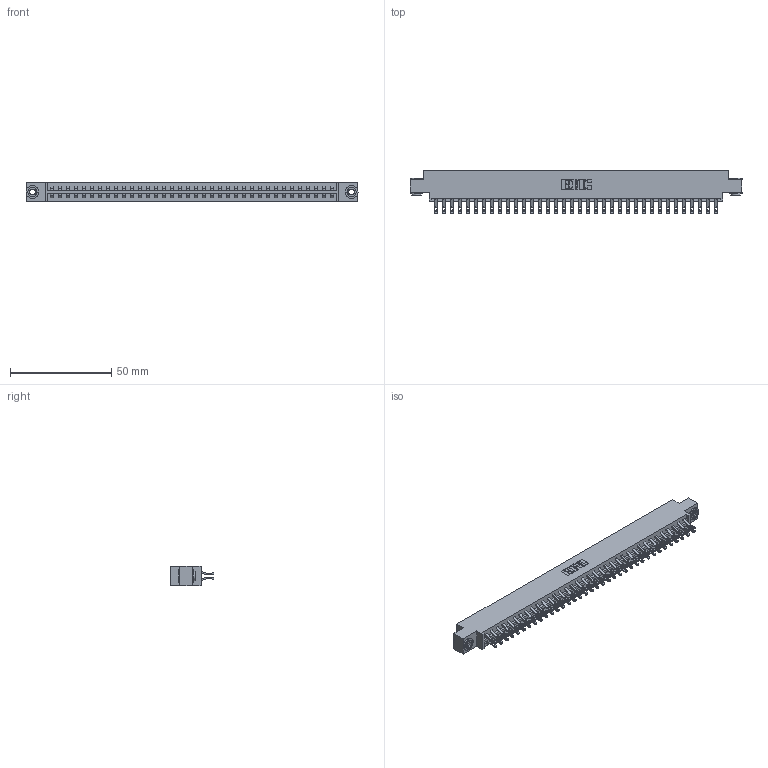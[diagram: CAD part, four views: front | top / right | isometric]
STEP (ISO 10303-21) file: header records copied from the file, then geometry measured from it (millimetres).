
FILE_DESCRIPTION (( 'STEP AP203' ), '1' );
FILE_NAME ('833-072-555-803.STEP', '2020-06-05T14:46:08', ( '' ), ( '' ), 'SwSTEP 2.0', 'SolidWorks 2020', '' );
FILE_SCHEMA (( 'CONFIG_CONTROL_DESIGN' ));
Length unit declared in the file: inch
Products named in the file (4): 833 Part_Offset - .156 Dia - TH; 345-250-002_345-250-002-102; 833-072-555-803; 345-292-001_555 Tail
Assembly tree (75 placements, depth 2):
  833-072-555-803
    833 Part_Offset - .156 Dia - TH
    345-292-001_555 Tail  x72
    345-250-002_345-250-002-102  x2
Bounding box: 164.19 x 21.47 x 9.4 mm (x, y, z)
Volume: 16706.7 mm3; surface area: 20909.8 mm2
Topology: 75 solids, 75 shells, 4332 faces, 13575 edges, 9046 vertices
Faces by surface type: plane 2532, cylinder 1792, cone 8
Entity records: 25044 total; most frequent: CARTESIAN_POINT 4171, ORIENTED_EDGE 4070, DIRECTION 3577, EDGE_CURVE 2035, LINE 1863, VECTOR 1863, VERTEX_POINT 1354, AXIS2_PLACEMENT_3D 857
